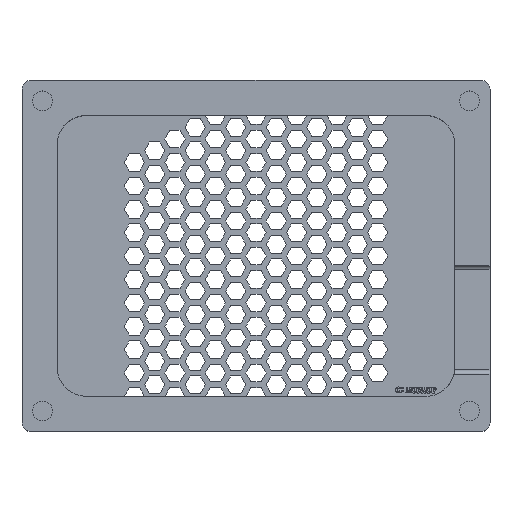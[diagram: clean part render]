
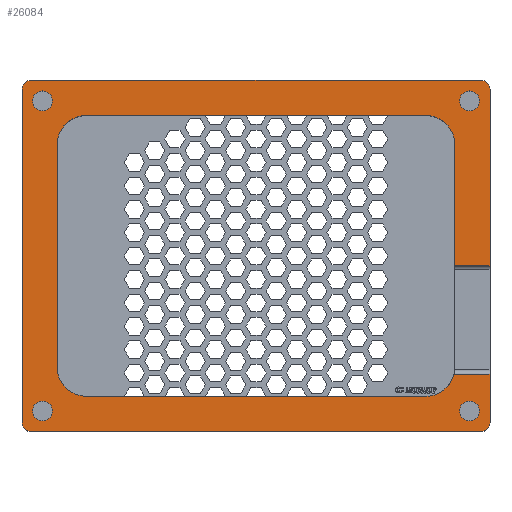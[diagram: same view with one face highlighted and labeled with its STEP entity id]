
A CAD part, top view. The second image highlights one B-rep face of the part: STEP entity #26084.
In plain terms, the highlighted planar face has unit normal (0, 0, 1).
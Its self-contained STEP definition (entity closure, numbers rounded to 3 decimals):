
#37=CIRCLE('',#27151,1.5);
#38=CIRCLE('',#27153,5.);
#39=CIRCLE('',#27154,5.);
#40=CIRCLE('',#27155,5.);
#41=CIRCLE('',#27156,5.);
#42=CIRCLE('',#27157,1.5);
#43=CIRCLE('',#27158,1.5);
#44=CIRCLE('',#27159,1.5);
#45=CIRCLE('',#27160,1.7);
#46=CIRCLE('',#27161,1.7);
#47=CIRCLE('',#27162,1.7);
#48=CIRCLE('',#27163,1.7);
#377=FACE_BOUND('',#4183,.T.);
#378=FACE_BOUND('',#4184,.T.);
#379=FACE_BOUND('',#4185,.T.);
#380=FACE_BOUND('',#4186,.T.);
#1401=PLANE('',#27152);
#2625=FACE_OUTER_BOUND('',#4182,.T.);
#4182=EDGE_LOOP('',(#24492,#24493,#24494,#24495,#24496,#24497,#24498,#24499,
#24500,#24501,#24502,#24503,#24504,#24505,#24506,#24507,#24508,#24509,#24510));
#4183=EDGE_LOOP('',(#24511));
#4184=EDGE_LOOP('',(#24512));
#4185=EDGE_LOOP('',(#24513));
#4186=EDGE_LOOP('',(#24514));
#5722=LINE('',#40082,#8996);
#7231=LINE('',#43100,#10505);
#7456=LINE('',#43549,#10730);
#7457=LINE('',#43551,#10731);
#7458=LINE('',#43555,#10732);
#7459=LINE('',#43559,#10733);
#7460=LINE('',#43563,#10734);
#7461=LINE('',#43567,#10735);
#7462=LINE('',#43569,#10736);
#7463=LINE('',#43571,#10737);
#7464=LINE('',#43576,#10738);
#8996=VECTOR('',#29040,10.);
#10505=VECTOR('',#31827,10.);
#10730=VECTOR('',#32496,10.);
#10731=VECTOR('',#32497,10.);
#10732=VECTOR('',#32500,10.);
#10733=VECTOR('',#32503,10.);
#10734=VECTOR('',#32506,10.);
#10735=VECTOR('',#32509,10.);
#10736=VECTOR('',#32510,10.);
#10737=VECTOR('',#32511,10.);
#10738=VECTOR('',#32516,10.);
#12708=VERTEX_POINT('',#40079);
#12709=VERTEX_POINT('',#40081);
#13578=VERTEX_POINT('',#43097);
#13579=VERTEX_POINT('',#43099);
#13580=VERTEX_POINT('',#43544);
#13581=VERTEX_POINT('',#43548);
#13582=VERTEX_POINT('',#43550);
#13583=VERTEX_POINT('',#43552);
#13584=VERTEX_POINT('',#43554);
#13585=VERTEX_POINT('',#43556);
#13586=VERTEX_POINT('',#43558);
#13587=VERTEX_POINT('',#43560);
#13588=VERTEX_POINT('',#43562);
#13589=VERTEX_POINT('',#43564);
#13590=VERTEX_POINT('',#43566);
#13591=VERTEX_POINT('',#43568);
#13592=VERTEX_POINT('',#43570);
#13593=VERTEX_POINT('',#43573);
#13594=VERTEX_POINT('',#43575);
#13595=VERTEX_POINT('',#43578);
#13596=VERTEX_POINT('',#43580);
#13597=VERTEX_POINT('',#43582);
#13598=VERTEX_POINT('',#43584);
#15509=EDGE_CURVE('',#12709,#12708,#5722,.T.);
#17022=EDGE_CURVE('',#13579,#13578,#7231,.T.);
#17246=EDGE_CURVE('',#13580,#12708,#37,.T.);
#17248=EDGE_CURVE('',#13580,#13581,#7456,.T.);
#17249=EDGE_CURVE('',#13581,#13582,#7457,.T.);
#17250=EDGE_CURVE('',#13582,#13583,#38,.T.);
#17251=EDGE_CURVE('',#13583,#13584,#7458,.T.);
#17252=EDGE_CURVE('',#13584,#13585,#39,.T.);
#17253=EDGE_CURVE('',#13585,#13586,#7459,.T.);
#17254=EDGE_CURVE('',#13586,#13587,#40,.T.);
#17255=EDGE_CURVE('',#13587,#13588,#7460,.T.);
#17256=EDGE_CURVE('',#13588,#13589,#41,.T.);
#17257=EDGE_CURVE('',#13589,#13590,#7461,.T.);
#17258=EDGE_CURVE('',#13590,#13591,#7462,.T.);
#17259=EDGE_CURVE('',#13591,#13592,#7463,.T.);
#17260=EDGE_CURVE('',#13579,#13592,#42,.T.);
#17261=EDGE_CURVE('',#13593,#13578,#43,.T.);
#17262=EDGE_CURVE('',#13593,#13594,#7464,.T.);
#17263=EDGE_CURVE('',#12709,#13594,#44,.T.);
#17264=EDGE_CURVE('',#13595,#13595,#45,.T.);
#17265=EDGE_CURVE('',#13596,#13596,#46,.T.);
#17266=EDGE_CURVE('',#13597,#13597,#47,.T.);
#17267=EDGE_CURVE('',#13598,#13598,#48,.T.);
#24492=ORIENTED_EDGE('',*,*,#17246,.F.);
#24493=ORIENTED_EDGE('',*,*,#17248,.T.);
#24494=ORIENTED_EDGE('',*,*,#17249,.T.);
#24495=ORIENTED_EDGE('',*,*,#17250,.T.);
#24496=ORIENTED_EDGE('',*,*,#17251,.T.);
#24497=ORIENTED_EDGE('',*,*,#17252,.T.);
#24498=ORIENTED_EDGE('',*,*,#17253,.T.);
#24499=ORIENTED_EDGE('',*,*,#17254,.T.);
#24500=ORIENTED_EDGE('',*,*,#17255,.T.);
#24501=ORIENTED_EDGE('',*,*,#17256,.T.);
#24502=ORIENTED_EDGE('',*,*,#17257,.T.);
#24503=ORIENTED_EDGE('',*,*,#17258,.T.);
#24504=ORIENTED_EDGE('',*,*,#17259,.T.);
#24505=ORIENTED_EDGE('',*,*,#17260,.F.);
#24506=ORIENTED_EDGE('',*,*,#17022,.T.);
#24507=ORIENTED_EDGE('',*,*,#17261,.F.);
#24508=ORIENTED_EDGE('',*,*,#17262,.T.);
#24509=ORIENTED_EDGE('',*,*,#17263,.F.);
#24510=ORIENTED_EDGE('',*,*,#15509,.T.);
#24511=ORIENTED_EDGE('',*,*,#17264,.T.);
#24512=ORIENTED_EDGE('',*,*,#17265,.T.);
#24513=ORIENTED_EDGE('',*,*,#17266,.T.);
#24514=ORIENTED_EDGE('',*,*,#17267,.T.);
#26084=ADVANCED_FACE('',(#2625,#377,#378,#379,#380),#1401,.T.);
#27151=AXIS2_PLACEMENT_3D('',#43545,#32491,#32492);
#27152=AXIS2_PLACEMENT_3D('',#43547,#32494,#32495);
#27153=AXIS2_PLACEMENT_3D('',#43553,#32498,#32499);
#27154=AXIS2_PLACEMENT_3D('',#43557,#32501,#32502);
#27155=AXIS2_PLACEMENT_3D('',#43561,#32504,#32505);
#27156=AXIS2_PLACEMENT_3D('',#43565,#32507,#32508);
#27157=AXIS2_PLACEMENT_3D('',#43572,#32512,#32513);
#27158=AXIS2_PLACEMENT_3D('',#43574,#32514,#32515);
#27159=AXIS2_PLACEMENT_3D('',#43577,#32517,#32518);
#27160=AXIS2_PLACEMENT_3D('',#43579,#32519,#32520);
#27161=AXIS2_PLACEMENT_3D('',#43581,#32521,#32522);
#27162=AXIS2_PLACEMENT_3D('',#43583,#32523,#32524);
#27163=AXIS2_PLACEMENT_3D('',#43585,#32525,#32526);
#29040=DIRECTION('',(1.,0.,0.));
#31827=DIRECTION('',(-1.,0.,0.));
#32491=DIRECTION('center_axis',(0.,0.,-1.));
#32492=DIRECTION('ref_axis',(0.707,-0.707,0.));
#32494=DIRECTION('center_axis',(0.,0.,1.));
#32495=DIRECTION('ref_axis',(1.,0.,0.));
#32496=DIRECTION('',(0.,1.,0.));
#32497=DIRECTION('',(-1.,0.,0.));
#32498=DIRECTION('center_axis',(0.,0.,-1.));
#32499=DIRECTION('ref_axis',(0.,-1.,0.));
#32500=DIRECTION('',(-1.,0.,0.));
#32501=DIRECTION('center_axis',(0.,0.,-1.));
#32502=DIRECTION('ref_axis',(-1.,0.,0.));
#32503=DIRECTION('',(0.,1.,0.));
#32504=DIRECTION('center_axis',(0.,0.,-1.));
#32505=DIRECTION('ref_axis',(0.,1.,0.));
#32506=DIRECTION('',(1.,0.,0.));
#32507=DIRECTION('center_axis',(0.,0.,-1.));
#32508=DIRECTION('ref_axis',(1.,0.,0.));
#32509=DIRECTION('',(0.,-1.,0.));
#32510=DIRECTION('',(1.,0.,0.));
#32511=DIRECTION('',(0.,1.,0.));
#32512=DIRECTION('center_axis',(0.,0.,-1.));
#32513=DIRECTION('ref_axis',(0.707,0.707,0.));
#32514=DIRECTION('center_axis',(0.,0.,-1.));
#32515=DIRECTION('ref_axis',(-0.707,0.707,0.));
#32516=DIRECTION('',(0.,-1.,0.));
#32517=DIRECTION('center_axis',(0.,0.,-1.));
#32518=DIRECTION('ref_axis',(-0.707,-0.707,0.));
#32519=DIRECTION('center_axis',(0.,0.,-1.));
#32520=DIRECTION('ref_axis',(1.,0.,0.));
#32521=DIRECTION('center_axis',(0.,0.,-1.));
#32522=DIRECTION('ref_axis',(1.,0.,0.));
#32523=DIRECTION('center_axis',(0.,0.,-1.));
#32524=DIRECTION('ref_axis',(1.,0.,0.));
#32525=DIRECTION('center_axis',(0.,0.,-1.));
#32526=DIRECTION('ref_axis',(1.,0.,0.));
#40079=CARTESIAN_POINT('',(38.5,-30.,13.));
#40081=CARTESIAN_POINT('',(-38.5,-30.,13.));
#40082=CARTESIAN_POINT('',(40.,-30.,13.));
#43097=CARTESIAN_POINT('',(-38.5,30.,13.));
#43099=CARTESIAN_POINT('',(38.5,30.,13.));
#43100=CARTESIAN_POINT('',(-40.,30.,13.));
#43544=CARTESIAN_POINT('',(40.,-28.5,13.));
#43545=CARTESIAN_POINT('Origin',(38.5,-28.5,13.));
#43547=CARTESIAN_POINT('Origin',(0.,0.,
13.));
#43548=CARTESIAN_POINT('',(40.,-20.185,13.));
#43549=CARTESIAN_POINT('',(40.,30.,13.));
#43550=CARTESIAN_POINT('',(33.858,-20.185,13.));
#43551=CARTESIAN_POINT('',(20.,-20.185,13.));
#43552=CARTESIAN_POINT('',(29.,-24.,13.));
#43553=CARTESIAN_POINT('Origin',(29.,-19.,13.));
#43554=CARTESIAN_POINT('',(-29.,-24.,13.));
#43555=CARTESIAN_POINT('',(29.,-24.,13.));
#43556=CARTESIAN_POINT('',(-34.,-19.,13.));
#43557=CARTESIAN_POINT('Origin',(-29.,-19.,13.));
#43558=CARTESIAN_POINT('',(-34.,19.,13.));
#43559=CARTESIAN_POINT('',(-34.,-19.,13.));
#43560=CARTESIAN_POINT('',(-29.,24.,13.));
#43561=CARTESIAN_POINT('Origin',(-29.,19.,13.));
#43562=CARTESIAN_POINT('',(29.,24.,13.));
#43563=CARTESIAN_POINT('',(-29.,24.,13.));
#43564=CARTESIAN_POINT('',(34.,19.,13.));
#43565=CARTESIAN_POINT('Origin',(29.,19.,13.));
#43566=CARTESIAN_POINT('',(34.,-1.685,13.));
#43567=CARTESIAN_POINT('',(34.,19.,13.));
#43568=CARTESIAN_POINT('',(40.,-1.685,13.));
#43569=CARTESIAN_POINT('',(17.005,-1.685,13.));
#43570=CARTESIAN_POINT('',(40.,28.5,13.));
#43571=CARTESIAN_POINT('',(40.,30.,13.));
#43572=CARTESIAN_POINT('Origin',(38.5,28.5,13.));
#43573=CARTESIAN_POINT('',(-40.,28.5,13.));
#43574=CARTESIAN_POINT('Origin',(-38.5,28.5,13.));
#43575=CARTESIAN_POINT('',(-40.,-28.5,13.));
#43576=CARTESIAN_POINT('',(-40.,-30.,13.));
#43577=CARTESIAN_POINT('Origin',(-38.5,-28.5,13.));
#43578=CARTESIAN_POINT('',(34.8,-26.5,13.));
#43579=CARTESIAN_POINT('Origin',(36.5,-26.5,13.));
#43580=CARTESIAN_POINT('',(-38.2,26.5,13.));
#43581=CARTESIAN_POINT('Origin',(-36.5,26.5,13.));
#43582=CARTESIAN_POINT('',(-38.2,-26.5,13.));
#43583=CARTESIAN_POINT('Origin',(-36.5,-26.5,13.));
#43584=CARTESIAN_POINT('',(34.8,26.5,13.));
#43585=CARTESIAN_POINT('Origin',(36.5,26.5,13.));
